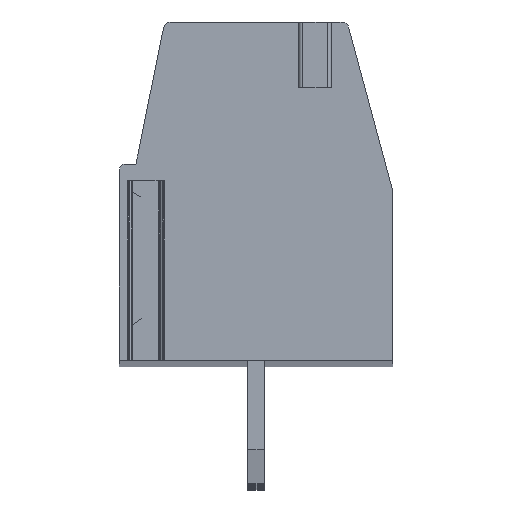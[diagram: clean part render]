
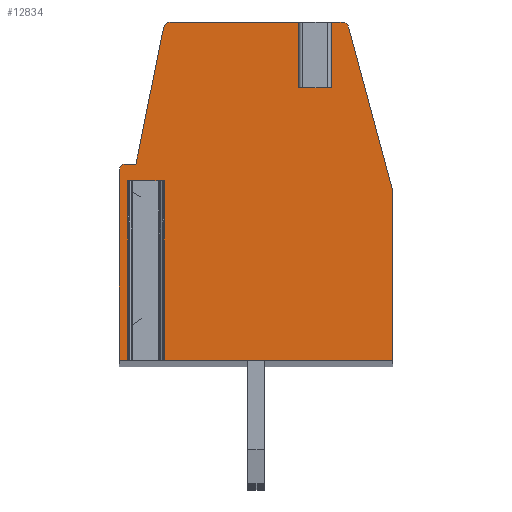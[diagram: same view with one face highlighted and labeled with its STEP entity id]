
A CAD part, top view. The second image highlights one B-rep face of the part: STEP entity #12834.
In plain terms, the highlighted planar face has unit normal (0, 0, 1).
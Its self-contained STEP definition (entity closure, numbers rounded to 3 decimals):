
#13=DIRECTION('',(-1.,0.,0.));
#14=VECTOR('',#13,1.07);
#15=CARTESIAN_POINT('',(-2.72,0.3,109.22));
#16=LINE('',#15,#14);
#17=DIRECTION('',(0.,-1.,0.));
#18=VECTOR('',#17,5.3);
#19=CARTESIAN_POINT('',(-3.79,0.3,109.22));
#20=LINE('',#19,#18);
#21=DIRECTION('',(1.,0.,0.));
#22=VECTOR('',#21,0.26);
#23=CARTESIAN_POINT('',(-4.05,-5.,109.22));
#24=LINE('',#23,#22);
#25=DIRECTION('',(0.,-1.,0.));
#26=VECTOR('',#25,5.6);
#27=CARTESIAN_POINT('',(-4.05,0.6,109.22));
#28=LINE('',#27,#26);
#29=CARTESIAN_POINT('',(-3.85,0.6,109.22));
#30=DIRECTION('',(0.,0.,1.));
#31=DIRECTION('',(0.,1.,0.));
#32=AXIS2_PLACEMENT_3D('',#29,#30,#31);
#34=DIRECTION('',(-1.,0.,0.));
#35=VECTOR('',#34,0.3);
#36=CARTESIAN_POINT('',(-3.55,0.8,109.22));
#37=LINE('',#36,#35);
#38=DIRECTION('',(-0.198,-0.98,0.));
#39=VECTOR('',#38,4.122);
#40=CARTESIAN_POINT('',(-2.732,4.84,109.22));
#41=LINE('',#40,#39);
#42=CARTESIAN_POINT('',(-2.536,4.8,109.22));
#43=DIRECTION('',(0.,0.,1.));
#44=DIRECTION('',(0.,1.,0.));
#45=AXIS2_PLACEMENT_3D('',#42,#43,#44);
#47=DIRECTION('',(-1.,0.,0.));
#48=VECTOR('',#47,3.981);
#49=CARTESIAN_POINT('',(1.445,5.,109.22));
#50=LINE('',#49,#48);
#51=DIRECTION('',(0.,-1.,0.));
#52=VECTOR('',#51,1.95);
#53=CARTESIAN_POINT('',(1.445,5.,109.22));
#54=LINE('',#53,#52);
#55=DIRECTION('',(-1.,0.,0.));
#56=VECTOR('',#55,0.6);
#57=CARTESIAN_POINT('',(2.045,3.05,109.22));
#58=LINE('',#57,#56);
#59=DIRECTION('',(0.,-1.,0.));
#60=VECTOR('',#59,1.95);
#61=CARTESIAN_POINT('',(2.045,5.,109.22));
#62=LINE('',#61,#60);
#63=DIRECTION('',(-1.,0.,0.));
#64=VECTOR('',#63,0.502);
#65=CARTESIAN_POINT('',(2.547,5.,109.22));
#66=LINE('',#65,#64);
#67=CARTESIAN_POINT('',(2.547,4.8,109.22));
#68=DIRECTION('',(0.,0.,1.));
#69=DIRECTION('',(0.965,0.261,0.));
#70=AXIS2_PLACEMENT_3D('',#67,#68,#69);
#72=DIRECTION('',(-0.261,0.965,0.));
#73=VECTOR('',#72,5.026);
#74=CARTESIAN_POINT('',(4.05,0.,109.22));
#75=LINE('',#74,#73);
#76=DIRECTION('',(0.,1.,0.));
#77=VECTOR('',#76,5.);
#78=CARTESIAN_POINT('',(4.05,-5.,109.22));
#79=LINE('',#78,#77);
#80=DIRECTION('',(1.,0.,0.));
#81=VECTOR('',#80,6.77);
#82=CARTESIAN_POINT('',(-2.72,-5.,109.22));
#83=LINE('',#82,#81);
#84=DIRECTION('',(0.,-1.,0.));
#85=VECTOR('',#84,5.3);
#86=CARTESIAN_POINT('',(-2.72,0.3,109.22));
#87=LINE('',#86,#85);
#10031=CARTESIAN_POINT('',(4.05,0.,109.22));
#10032=CARTESIAN_POINT('',(2.74,4.852,109.22));
#10033=VERTEX_POINT('',#10031);
#10034=VERTEX_POINT('',#10032);
#10035=CARTESIAN_POINT('',(2.547,5.,109.22));
#10036=VERTEX_POINT('',#10035);
#10037=CARTESIAN_POINT('',(-2.536,5.,109.22));
#10038=CARTESIAN_POINT('',(-2.732,4.84,109.22));
#10039=VERTEX_POINT('',#10037);
#10040=VERTEX_POINT('',#10038);
#10041=CARTESIAN_POINT('',(-3.55,0.8,109.22));
#10042=VERTEX_POINT('',#10041);
#10043=CARTESIAN_POINT('',(-3.85,0.8,109.22));
#10044=VERTEX_POINT('',#10043);
#10045=CARTESIAN_POINT('',(-4.05,0.6,109.22));
#10046=VERTEX_POINT('',#10045);
#10047=CARTESIAN_POINT('',(-4.05,-5.,109.22));
#10048=VERTEX_POINT('',#10047);
#10049=CARTESIAN_POINT('',(4.05,-5.,109.22));
#10050=VERTEX_POINT('',#10049);
#10111=CARTESIAN_POINT('',(2.045,3.05,109.22));
#10112=CARTESIAN_POINT('',(1.445,3.05,109.22));
#10113=VERTEX_POINT('',#10111);
#10114=VERTEX_POINT('',#10112);
#10115=CARTESIAN_POINT('',(1.445,5.,109.22));
#10116=VERTEX_POINT('',#10115);
#10117=CARTESIAN_POINT('',(2.045,5.,109.22));
#10118=VERTEX_POINT('',#10117);
#10131=CARTESIAN_POINT('',(-2.72,0.3,109.22));
#10132=CARTESIAN_POINT('',(-3.79,0.3,109.22));
#10133=VERTEX_POINT('',#10131);
#10134=VERTEX_POINT('',#10132);
#10135=CARTESIAN_POINT('',(-2.72,-5.,109.22));
#10136=VERTEX_POINT('',#10135);
#10137=CARTESIAN_POINT('',(-3.79,-5.,109.22));
#10138=VERTEX_POINT('',#10137);
#12791=CARTESIAN_POINT('',(0.,0.,109.22));
#12792=DIRECTION('',(0.,0.,1.));
#12793=DIRECTION('',(1.,0.,0.));
#12794=AXIS2_PLACEMENT_3D('',#12791,#12792,#12793);
#12795=PLANE('',#12794);
#12797=ORIENTED_EDGE('',*,*,#12796,.T.);
#12799=ORIENTED_EDGE('',*,*,#12798,.T.);
#12801=ORIENTED_EDGE('',*,*,#12800,.F.);
#12803=ORIENTED_EDGE('',*,*,#12802,.F.);
#12805=ORIENTED_EDGE('',*,*,#12804,.F.);
#12807=ORIENTED_EDGE('',*,*,#12806,.F.);
#12809=ORIENTED_EDGE('',*,*,#12808,.F.);
#12811=ORIENTED_EDGE('',*,*,#12810,.F.);
#12813=ORIENTED_EDGE('',*,*,#12812,.F.);
#12815=ORIENTED_EDGE('',*,*,#12814,.T.);
#12817=ORIENTED_EDGE('',*,*,#12816,.F.);
#12819=ORIENTED_EDGE('',*,*,#12818,.F.);
#12821=ORIENTED_EDGE('',*,*,#12820,.F.);
#12823=ORIENTED_EDGE('',*,*,#12822,.F.);
#12825=ORIENTED_EDGE('',*,*,#12824,.F.);
#12827=ORIENTED_EDGE('',*,*,#12826,.F.);
#12829=ORIENTED_EDGE('',*,*,#12828,.F.);
#12831=ORIENTED_EDGE('',*,*,#12830,.F.);
#12832=EDGE_LOOP('',(#12797,#12799,#12801,#12803,#12805,#12807,#12809,#12811,
#12813,#12815,#12817,#12819,#12821,#12823,#12825,#12827,#12829,#12831));
#12833=FACE_OUTER_BOUND('',#12832,.F.);
#33=CIRCLE('',#32,0.2);
#46=CIRCLE('',#45,0.2);
#71=CIRCLE('',#70,0.2);
#12796=EDGE_CURVE('',#10133,#10134,#16,.T.);
#12798=EDGE_CURVE('',#10134,#10138,#20,.T.);
#12800=EDGE_CURVE('',#10048,#10138,#24,.T.);
#12802=EDGE_CURVE('',#10046,#10048,#28,.T.);
#12804=EDGE_CURVE('',#10044,#10046,#33,.T.);
#12806=EDGE_CURVE('',#10042,#10044,#37,.T.);
#12808=EDGE_CURVE('',#10040,#10042,#41,.T.);
#12810=EDGE_CURVE('',#10039,#10040,#46,.T.);
#12812=EDGE_CURVE('',#10116,#10039,#50,.T.);
#12814=EDGE_CURVE('',#10116,#10114,#54,.T.);
#12816=EDGE_CURVE('',#10113,#10114,#58,.T.);
#12818=EDGE_CURVE('',#10118,#10113,#62,.T.);
#12820=EDGE_CURVE('',#10036,#10118,#66,.T.);
#12822=EDGE_CURVE('',#10034,#10036,#71,.T.);
#12824=EDGE_CURVE('',#10033,#10034,#75,.T.);
#12826=EDGE_CURVE('',#10050,#10033,#79,.T.);
#12828=EDGE_CURVE('',#10136,#10050,#83,.T.);
#12830=EDGE_CURVE('',#10133,#10136,#87,.T.);
#12834=ADVANCED_FACE('',(#12833),#12795,.T.);
